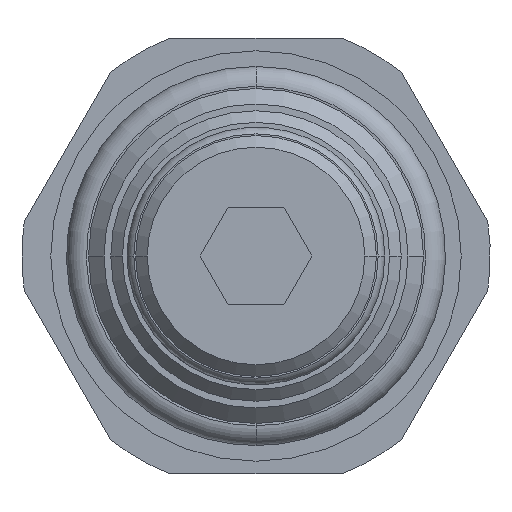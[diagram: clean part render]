
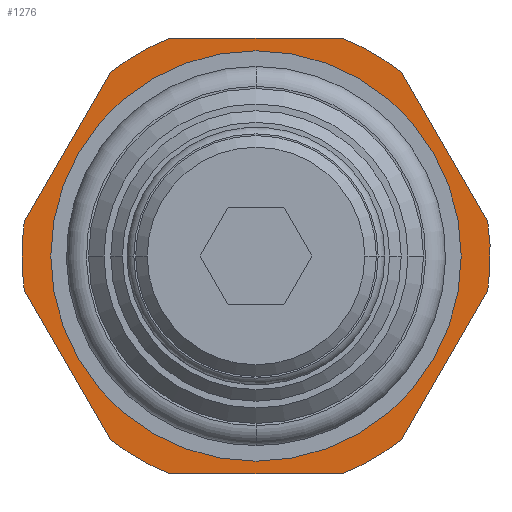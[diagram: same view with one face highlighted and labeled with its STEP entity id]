
A CAD part, front view. The second image highlights one B-rep face of the part: STEP entity #1276.
In plain terms, the highlighted planar face has unit normal (0, -1, 0).
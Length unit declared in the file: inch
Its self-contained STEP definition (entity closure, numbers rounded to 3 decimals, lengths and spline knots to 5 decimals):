
#339=CARTESIAN_POINT('',(0.,1.703,0.));
#340=DIRECTION('',(0.,-1.,0.));
#341=DIRECTION('',(-1.,0.,0.));
#342=AXIS2_PLACEMENT_3D('',#339,#340,#341);
#344=CARTESIAN_POINT('',(0.,1.703,0.));
#345=DIRECTION('',(0.,1.,0.));
#346=DIRECTION('',(-1.,0.,0.));
#347=AXIS2_PLACEMENT_3D('',#344,#345,#346);
#349=CARTESIAN_POINT('',(0.,1.703,0.));
#350=DIRECTION('',(0.,-1.,0.));
#351=DIRECTION('',(0.368,0.,-0.93));
#352=AXIS2_PLACEMENT_3D('',#349,#350,#351);
#354=CARTESIAN_POINT('',(0.,1.703,0.));
#355=DIRECTION('',(0.,-1.,0.));
#356=DIRECTION('',(-0.621,0.,-0.784));
#357=AXIS2_PLACEMENT_3D('',#354,#355,#356);
#359=CARTESIAN_POINT('',(0.,1.703,0.));
#360=DIRECTION('',(0.,-1.,0.));
#361=DIRECTION('',(-0.989,0.,0.146));
#362=AXIS2_PLACEMENT_3D('',#359,#360,#361);
#364=CARTESIAN_POINT('',(0.,1.703,0.));
#365=DIRECTION('',(0.,-1.,0.));
#366=DIRECTION('',(-0.368,0.,0.93));
#367=AXIS2_PLACEMENT_3D('',#364,#365,#366);
#369=CARTESIAN_POINT('',(0.,1.703,0.));
#370=DIRECTION('',(0.,-1.,0.));
#371=DIRECTION('',(0.621,0.,0.784));
#372=AXIS2_PLACEMENT_3D('',#369,#370,#371);
#374=CARTESIAN_POINT('',(0.,1.703,0.));
#375=DIRECTION('',(0.,-1.,0.));
#376=DIRECTION('',(0.989,0.,-0.146));
#377=AXIS2_PLACEMENT_3D('',#374,#375,#376);
#537=DIRECTION('',(-0.5,0.,-0.866));
#538=VECTOR('',#537,0.44551);
#539=CARTESIAN_POINT('',(0.59852,1.703,-0.08834));
#540=LINE('',#539,#538);
#549=DIRECTION('',(0.5,0.,-0.866));
#550=VECTOR('',#549,0.44551);
#551=CARTESIAN_POINT('',(0.37576,1.703,0.47416));
#552=LINE('',#551,#550);
#561=DIRECTION('',(1.,0.,0.));
#562=VECTOR('',#561,0.44551);
#563=CARTESIAN_POINT('',(-0.22275,1.703,0.5625));
#564=LINE('',#563,#562);
#573=DIRECTION('',(0.5,0.,0.866));
#574=VECTOR('',#573,0.44551);
#575=CARTESIAN_POINT('',(-0.59852,1.703,0.08834));
#576=LINE('',#575,#574);
#585=DIRECTION('',(-0.5,0.,0.866));
#586=VECTOR('',#585,0.44551);
#587=CARTESIAN_POINT('',(-0.37576,1.703,-0.47416));
#588=LINE('',#587,#586);
#601=DIRECTION('',(-1.,0.,0.));
#602=VECTOR('',#601,0.44551);
#603=CARTESIAN_POINT('',(0.22275,1.703,-0.5625));
#604=LINE('',#603,#602);
#749=CARTESIAN_POINT('',(-0.53,1.703,0.));
#750=CARTESIAN_POINT('',(0.53,1.703,0.));
#751=VERTEX_POINT('',#749);
#752=VERTEX_POINT('',#750);
#781=CARTESIAN_POINT('',(0.22275,1.703,0.5625));
#782=VERTEX_POINT('',#781);
#783=CARTESIAN_POINT('',(-0.22275,1.703,0.5625));
#784=VERTEX_POINT('',#783);
#785=CARTESIAN_POINT('',(0.59852,1.703,0.08834));
#786=VERTEX_POINT('',#785);
#787=CARTESIAN_POINT('',(0.37576,1.703,0.47416));
#788=VERTEX_POINT('',#787);
#789=CARTESIAN_POINT('',(0.37576,1.703,-0.47416));
#790=VERTEX_POINT('',#789);
#791=CARTESIAN_POINT('',(0.59852,1.703,-0.08834));
#792=VERTEX_POINT('',#791);
#793=CARTESIAN_POINT('',(0.22275,1.703,-0.5625));
#794=VERTEX_POINT('',#793);
#795=CARTESIAN_POINT('',(-0.22275,1.703,-0.5625));
#796=VERTEX_POINT('',#795);
#797=CARTESIAN_POINT('',(-0.59852,1.703,-0.08834));
#798=VERTEX_POINT('',#797);
#799=CARTESIAN_POINT('',(-0.37576,1.703,-0.47416));
#800=VERTEX_POINT('',#799);
#801=CARTESIAN_POINT('',(-0.37576,1.703,0.47416));
#802=VERTEX_POINT('',#801);
#803=CARTESIAN_POINT('',(-0.59852,1.703,0.08834));
#804=VERTEX_POINT('',#803);
#1241=CARTESIAN_POINT('',(0.,1.703,0.));
#1242=DIRECTION('',(0.,-1.,0.));
#1243=DIRECTION('',(-1.,0.,0.));
#1244=AXIS2_PLACEMENT_3D('',#1241,#1242,#1243);
#1245=PLANE('',#1244);
#1247=ORIENTED_EDGE('',*,*,#1246,.F.);
#1249=ORIENTED_EDGE('',*,*,#1248,.T.);
#1251=ORIENTED_EDGE('',*,*,#1250,.F.);
#1253=ORIENTED_EDGE('',*,*,#1252,.T.);
#1255=ORIENTED_EDGE('',*,*,#1254,.F.);
#1257=ORIENTED_EDGE('',*,*,#1256,.T.);
#1259=ORIENTED_EDGE('',*,*,#1258,.F.);
#1261=ORIENTED_EDGE('',*,*,#1260,.T.);
#1263=ORIENTED_EDGE('',*,*,#1262,.F.);
#1265=ORIENTED_EDGE('',*,*,#1264,.T.);
#1267=ORIENTED_EDGE('',*,*,#1266,.F.);
#1269=ORIENTED_EDGE('',*,*,#1268,.T.);
#1270=EDGE_LOOP('',(#1247,#1249,#1251,#1253,#1255,#1257,#1259,#1261,#1263,#1265,
#1267,#1269));
#1271=FACE_OUTER_BOUND('',#1270,.F.);
#1272=ORIENTED_EDGE('',*,*,#1221,.T.);
#1273=ORIENTED_EDGE('',*,*,#1235,.F.);
#1274=EDGE_LOOP('',(#1272,#1273));
#1275=FACE_BOUND('',#1274,.F.);
#1276=ADVANCED_FACE('',(#1271,#1275),#1245,.T.);
#343=CIRCLE('',#342,0.53);
#348=CIRCLE('',#347,0.53);
#353=CIRCLE('',#352,0.605);
#358=CIRCLE('',#357,0.605);
#363=CIRCLE('',#362,0.605);
#368=CIRCLE('',#367,0.605);
#373=CIRCLE('',#372,0.605);
#378=CIRCLE('',#377,0.605);
#1221=EDGE_CURVE('',#751,#752,#343,.T.);
#1235=EDGE_CURVE('',#751,#752,#348,.T.);
#1246=EDGE_CURVE('',#794,#790,#353,.T.);
#1248=EDGE_CURVE('',#794,#796,#604,.T.);
#1250=EDGE_CURVE('',#800,#796,#358,.T.);
#1252=EDGE_CURVE('',#800,#798,#588,.T.);
#1254=EDGE_CURVE('',#804,#798,#363,.T.);
#1256=EDGE_CURVE('',#804,#802,#576,.T.);
#1258=EDGE_CURVE('',#784,#802,#368,.T.);
#1260=EDGE_CURVE('',#784,#782,#564,.T.);
#1262=EDGE_CURVE('',#788,#782,#373,.T.);
#1264=EDGE_CURVE('',#788,#786,#552,.T.);
#1266=EDGE_CURVE('',#792,#786,#378,.T.);
#1268=EDGE_CURVE('',#792,#790,#540,.T.);
